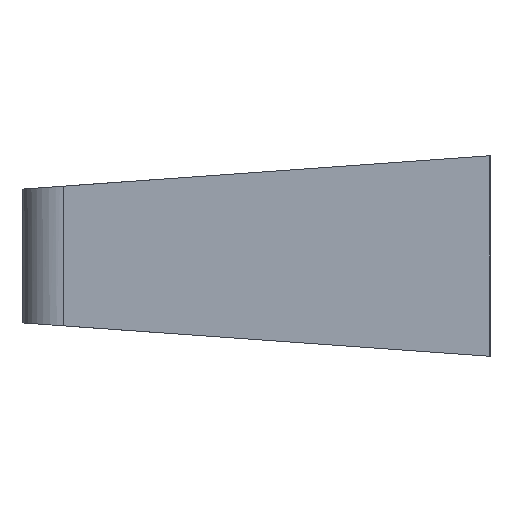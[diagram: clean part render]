
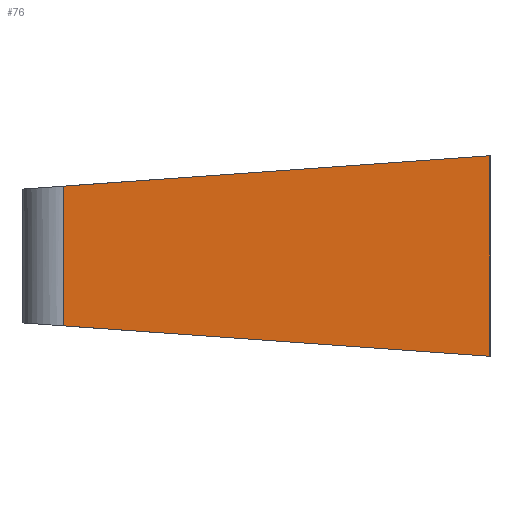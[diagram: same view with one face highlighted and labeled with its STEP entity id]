
A CAD part, left-side view. The second image highlights one B-rep face of the part: STEP entity #76.
In plain terms, the highlighted planar face has unit normal (-1, 0, 0).
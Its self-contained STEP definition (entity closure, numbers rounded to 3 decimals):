
#76 = ADVANCED_FACE( '', ( #157 ), #158, .F. );
#157 = FACE_OUTER_BOUND( '', #232, .T. );
#158 = PLANE( '', #233 );
#232 = EDGE_LOOP( '', ( #379, #380, #381, #382 ) );
#233 = AXIS2_PLACEMENT_3D( '', #383, #384, #385 );
#379 = ORIENTED_EDGE( '', *, *, #415, .F. );
#380 = ORIENTED_EDGE( '', *, *, #463, .T. );
#381 = ORIENTED_EDGE( '', *, *, #444, .F. );
#382 = ORIENTED_EDGE( '', *, *, #467, .F. );
#383 = CARTESIAN_POINT( '', ( 0., 25.5, 9. ) );
#384 = DIRECTION( '', ( 1., 0., 0. ) );
#385 = DIRECTION( '', ( 0., 0., -1. ) );
#415 = EDGE_CURVE( '', #479, #481, #482, .T. );
#444 = EDGE_CURVE( '', #530, #515, #532, .T. );
#463 = EDGE_CURVE( '', #479, #515, #554, .T. );
#467 = EDGE_CURVE( '', #481, #530, #559, .T. );
#479 = VERTEX_POINT( '', #571 );
#481 = VERTEX_POINT( '', #573 );
#482 = LINE( '', #574, #575 );
#515 = VERTEX_POINT( '', #620 );
#530 = VERTEX_POINT( '', #640 );
#532 = LINE( '', #643, #644 );
#554 = LINE( '', #671, #672 );
#559 = LINE( '', #677, #678 );
#571 = CARTESIAN_POINT( '', ( 0., 25.5, 4.179 ) );
#573 = CARTESIAN_POINT( '', ( 0., 0., 5.999 ) );
#574 = CARTESIAN_POINT( '', ( 0., 25.158, 4.204 ) );
#575 = VECTOR( '', #692, 1000. );
#620 = CARTESIAN_POINT( '', ( 0., 25.5, -4.179 ) );
#640 = CARTESIAN_POINT( '', ( 0., 0., -5.999 ) );
#643 = CARTESIAN_POINT( '', ( 0., 26.436, -4.112 ) );
#644 = VECTOR( '', #732, 1000. );
#671 = CARTESIAN_POINT( '', ( 0., 25.5, 9. ) );
#672 = VECTOR( '', #750, 1000. );
#677 = CARTESIAN_POINT( '', ( 0., 0., 9. ) );
#678 = VECTOR( '', #754, 1000. );
#692 = DIRECTION( '', ( 0., -0.997, 0.071 ) );
#732 = DIRECTION( '', ( 0., 0.997, 0.071 ) );
#750 = DIRECTION( '', ( 0., 0., -1. ) );
#754 = DIRECTION( '', ( 0., 0., -1. ) );
